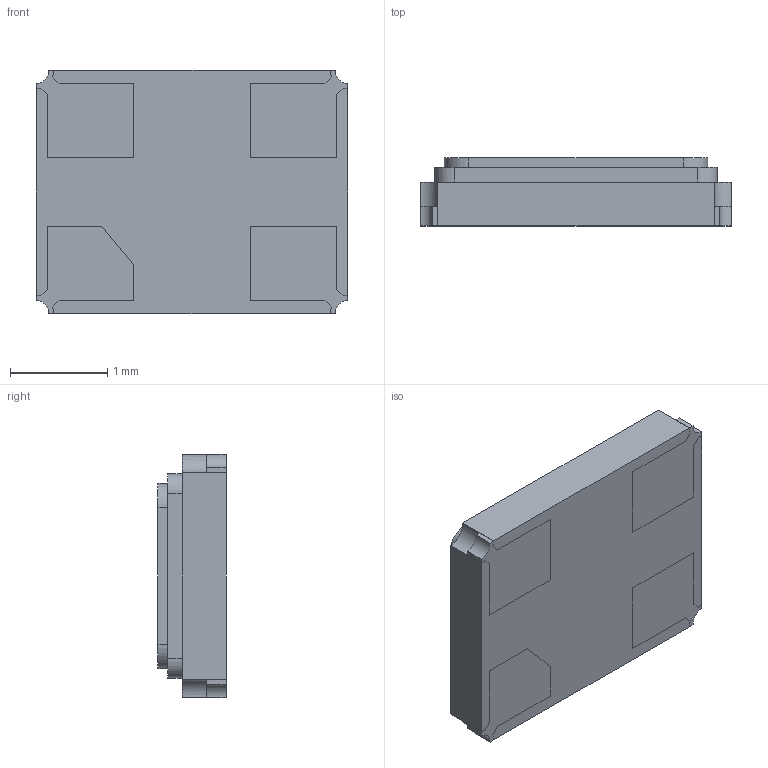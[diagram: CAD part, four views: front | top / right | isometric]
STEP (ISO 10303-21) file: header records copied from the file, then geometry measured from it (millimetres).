
FILE_DESCRIPTION (( 'STEP AP214' ), '1' );
FILE_NAME ('X322516MLB4SI.STEP', '2021-07-31T08:31:42', ( '' ), ( '' ), 'SwSTEP 2.0', 'SolidWorks 2018', '' );
FILE_SCHEMA (( 'AUTOMOTIVE_DESIGN' ));
Length unit declared in the file: millimetre
Products named in the file (1): X322516MLB4SI
Bounding box: 3.2 x 0.7 x 2.5 mm (x, y, z)
Volume: 5 mm3; surface area: 33.8 mm2
Topology: 5 solids, 5 shells, 110 faces, 294 edges, 196 vertices
Faces by surface type: plane 86, cylinder 24
Entity records: 4276 total; most frequent: CARTESIAN_POINT 601, ORIENTED_EDGE 588, DIRECTION 572, EDGE_CURVE 294, VECTOR 238, LINE 238, VERTEX_POINT 196, AXIS2_PLACEMENT_3D 167
